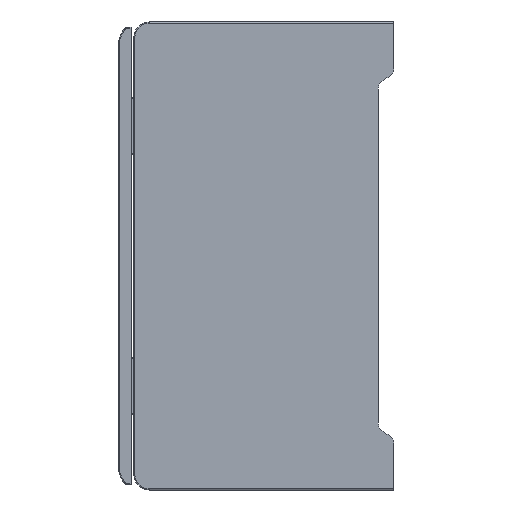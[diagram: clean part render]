
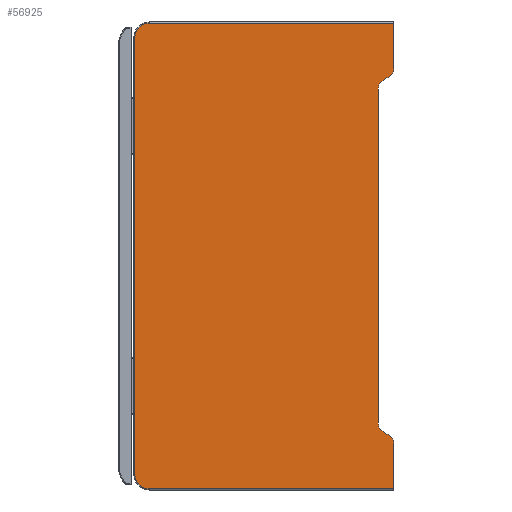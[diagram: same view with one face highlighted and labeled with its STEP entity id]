
A CAD part, left-side view. The second image highlights one B-rep face of the part: STEP entity #56925.
In plain terms, the highlighted planar face has unit normal (-1, 0, 0).
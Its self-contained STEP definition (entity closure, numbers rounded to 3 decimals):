
#14076=DIRECTION('',(0.,0.866,0.5));
#14077=VECTOR('',#14076,1.309);
#14078=CARTESIAN_POINT('',(-110.,0.866,-34.5));
#14079=LINE('',#14078,#14077);
#14080=CARTESIAN_POINT('',(-110.,1.732,-36.));
#14081=DIRECTION('',(1.,0.,0.));
#14082=DIRECTION('',(0.,-0.5,0.866));
#14083=AXIS2_PLACEMENT_3D('',#14080,#14081,#14082);
#14085=DIRECTION('',(0.,0.,-1.));
#14086=VECTOR('',#14085,8.8);
#14087=CARTESIAN_POINT('',(-110.,0.,-36.));
#14088=LINE('',#14087,#14086);
#14089=DIRECTION('',(0.,1.,0.));
#14090=VECTOR('',#14089,47.);
#14091=CARTESIAN_POINT('',(-110.,0.,-44.8));
#14092=LINE('',#14091,#14090);
#14093=CARTESIAN_POINT('',(-110.,47.,-42.));
#14094=DIRECTION('',(1.,0.,0.));
#14095=DIRECTION('',(0.,0.,-1.));
#14096=AXIS2_PLACEMENT_3D('',#14093,#14094,#14095);
#14098=DIRECTION('',(0.,0.,1.));
#14099=VECTOR('',#14098,84.);
#14100=CARTESIAN_POINT('',(-110.,49.8,-42.));
#14101=LINE('',#14100,#14099);
#14102=CARTESIAN_POINT('',(-110.,47.,42.));
#14103=DIRECTION('',(1.,0.,0.));
#14104=DIRECTION('',(0.,1.,0.));
#14105=AXIS2_PLACEMENT_3D('',#14102,#14103,#14104);
#14107=DIRECTION('',(0.,-1.,0.));
#14108=VECTOR('',#14107,47.);
#14109=CARTESIAN_POINT('',(-110.,47.,44.8));
#14110=LINE('',#14109,#14108);
#14111=DIRECTION('',(0.,0.,-1.));
#14112=VECTOR('',#14111,8.8);
#14113=CARTESIAN_POINT('',(-110.,0.,44.8));
#14114=LINE('',#14113,#14112);
#14115=CARTESIAN_POINT('',(-110.,1.732,36.));
#14116=DIRECTION('',(1.,0.,0.));
#14117=DIRECTION('',(0.,-1.,0.));
#14118=AXIS2_PLACEMENT_3D('',#14115,#14116,#14117);
#14120=DIRECTION('',(0.,-0.866,0.5));
#14121=VECTOR('',#14120,1.309);
#14122=CARTESIAN_POINT('',(-110.,2.,33.845));
#14123=LINE('',#14122,#14121);
#14124=CARTESIAN_POINT('',(-110.,1.,32.113));
#14125=DIRECTION('',(1.,0.,0.));
#14126=DIRECTION('',(0.,1.,0.));
#14127=AXIS2_PLACEMENT_3D('',#14124,#14125,#14126);
#14129=DIRECTION('',(0.,0.,1.));
#14130=VECTOR('',#14129,64.226);
#14131=CARTESIAN_POINT('',(-110.,3.,-32.113));
#14132=LINE('',#14131,#14130);
#14133=CARTESIAN_POINT('',(-110.,1.,-32.113));
#14134=DIRECTION('',(1.,0.,0.));
#14135=DIRECTION('',(0.,0.5,-0.866));
#14136=AXIS2_PLACEMENT_3D('',#14133,#14134,#14135);
#26284=CARTESIAN_POINT('',(-110.,0.,44.8));
#26286=VERTEX_POINT('',#26284);
#26287=CARTESIAN_POINT('',(-110.,47.,44.8));
#26288=VERTEX_POINT('',#26287);
#26293=CARTESIAN_POINT('',(-110.,49.8,42.));
#26294=VERTEX_POINT('',#26293);
#26297=CARTESIAN_POINT('',(-110.,49.8,-42.));
#26298=VERTEX_POINT('',#26297);
#26301=CARTESIAN_POINT('',(-110.,47.,-44.8));
#26302=VERTEX_POINT('',#26301);
#26303=CARTESIAN_POINT('',(-110.,0.,-44.8));
#26305=VERTEX_POINT('',#26303);
#27661=CARTESIAN_POINT('',(-110.,0.866,-34.5));
#27662=CARTESIAN_POINT('',(-110.,2.,-33.845));
#27663=VERTEX_POINT('',#27661);
#27664=VERTEX_POINT('',#27662);
#27665=CARTESIAN_POINT('',(-110.,3.,-32.113));
#27666=VERTEX_POINT('',#27665);
#27667=CARTESIAN_POINT('',(-110.,3.,32.113));
#27668=VERTEX_POINT('',#27667);
#27669=CARTESIAN_POINT('',(-110.,2.,33.845));
#27670=VERTEX_POINT('',#27669);
#27671=CARTESIAN_POINT('',(-110.,0.866,34.5));
#27672=VERTEX_POINT('',#27671);
#27673=CARTESIAN_POINT('',(-110.,0.,36.));
#27674=VERTEX_POINT('',#27673);
#27675=CARTESIAN_POINT('',(-110.,0.,-36.));
#27676=VERTEX_POINT('',#27675);
#56902=CARTESIAN_POINT('',(-110.,0.,-45.));
#56903=DIRECTION('',(-1.,0.,0.));
#56904=DIRECTION('',(0.,0.,1.));
#56905=AXIS2_PLACEMENT_3D('',#56902,#56903,#56904);
#56906=PLANE('',#56905);
#56907=ORIENTED_EDGE('',*,*,#53340,.F.);
#56909=ORIENTED_EDGE('',*,*,#56908,.T.);
#56910=ORIENTED_EDGE('',*,*,#56828,.T.);
#56912=ORIENTED_EDGE('',*,*,#56911,.T.);
#56913=ORIENTED_EDGE('',*,*,#56714,.T.);
#56914=ORIENTED_EDGE('',*,*,#56736,.T.);
#56915=ORIENTED_EDGE('',*,*,#56757,.T.);
#56916=ORIENTED_EDGE('',*,*,#56777,.T.);
#56917=ORIENTED_EDGE('',*,*,#56798,.T.);
#56918=ORIENTED_EDGE('',*,*,#56849,.T.);
#56919=ORIENTED_EDGE('',*,*,#56870,.F.);
#56920=ORIENTED_EDGE('',*,*,#56890,.F.);
#56921=ORIENTED_EDGE('',*,*,#53382,.F.);
#56922=ORIENTED_EDGE('',*,*,#53361,.F.);
#56923=EDGE_LOOP('',(#56907,#56909,#56910,#56912,#56913,#56914,#56915,#56916,
#56917,#56918,#56919,#56920,#56921,#56922));
#56924=FACE_OUTER_BOUND('',#56923,.F.);
#56925=ADVANCED_FACE('',(#56924),#56906,.T.);
#14084=CIRCLE('',#14083,1.732);
#14097=CIRCLE('',#14096,2.8);
#14106=CIRCLE('',#14105,2.8);
#14119=CIRCLE('',#14118,1.732);
#14128=CIRCLE('',#14127,2.);
#14137=CIRCLE('',#14136,2.);
#53340=EDGE_CURVE('',#27663,#27664,#14079,.T.);
#53361=EDGE_CURVE('',#27664,#27666,#14137,.T.);
#53382=EDGE_CURVE('',#27666,#27668,#14132,.T.);
#56714=EDGE_CURVE('',#26302,#26298,#14097,.T.);
#56736=EDGE_CURVE('',#26298,#26294,#14101,.T.);
#56757=EDGE_CURVE('',#26294,#26288,#14106,.T.);
#56777=EDGE_CURVE('',#26288,#26286,#14110,.T.);
#56798=EDGE_CURVE('',#26286,#27674,#14114,.T.);
#56828=EDGE_CURVE('',#27676,#26305,#14088,.T.);
#56849=EDGE_CURVE('',#27674,#27672,#14119,.T.);
#56870=EDGE_CURVE('',#27670,#27672,#14123,.T.);
#56890=EDGE_CURVE('',#27668,#27670,#14128,.T.);
#56908=EDGE_CURVE('',#27663,#27676,#14084,.T.);
#56911=EDGE_CURVE('',#26305,#26302,#14092,.T.);
